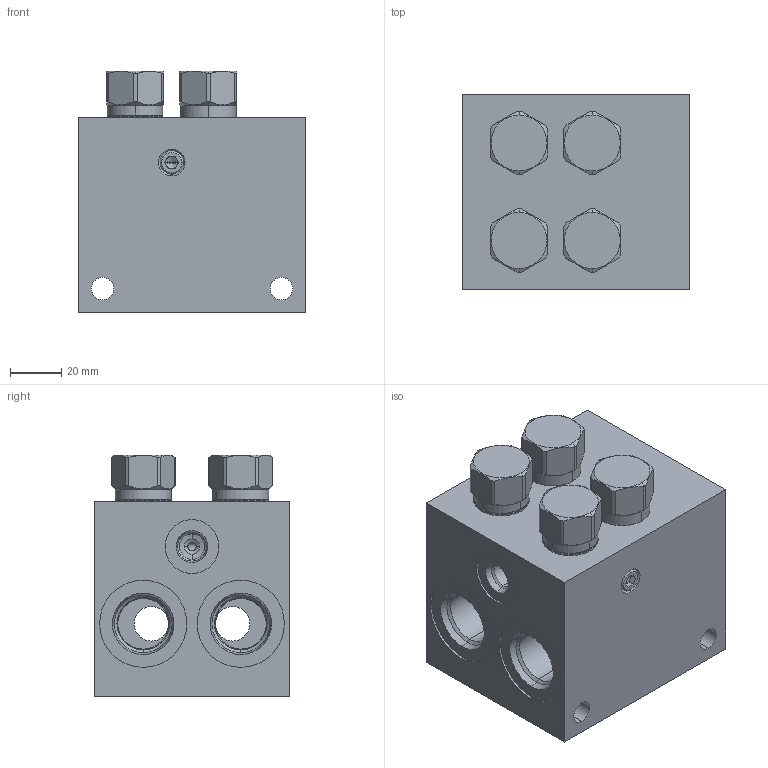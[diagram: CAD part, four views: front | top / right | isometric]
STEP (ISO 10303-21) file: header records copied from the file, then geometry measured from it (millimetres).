
FILE_DESCRIPTION((''),'2;1');
FILE_NAME('EQK_ASM','2022-11-29T',('ProEService'),(''),'PRO/ENGINEER BY PARAMETRIC TECHNOLOGY CORPORATION, 2014200','PRO/ENGINEER BY PARAMETRIC TECHNOLOGY CORPORATION, 2014200','');
FILE_SCHEMA(('CONFIG_CONTROL_DESIGN'));
Length unit declared in the file: inch
Products named in the file (5): 150-836-004; CXCDXAN; CXDAXAN; 340-002; EQK_ASM
Assembly tree (6 placements, depth 2):
  EQK_ASM
    150-836-004
    CXCDXAN  x2
    CXDAXAN  x2
    340-002
Bounding box: 88.9 x 76.2 x 94.46 mm (x, y, z)
Volume: 438056.8 mm3; surface area: 91803.6 mm2
Topology: 10 solids, 12 shells, 1309 faces, 3706 edges, 2627 vertices
Faces by surface type: cylinder 593, cone 282, plane 254, torus 120, bspline 36, revolution 24
Entity records: 32232 total; most frequent: CARTESIAN_POINT 11388, DIRECTION 4333, ORIENTED_EDGE 3938, EDGE_CURVE 1969, AXIS2_PLACEMENT_3D 1642, VERTEX_POINT 1223, VECTOR 1037, LINE 1037
